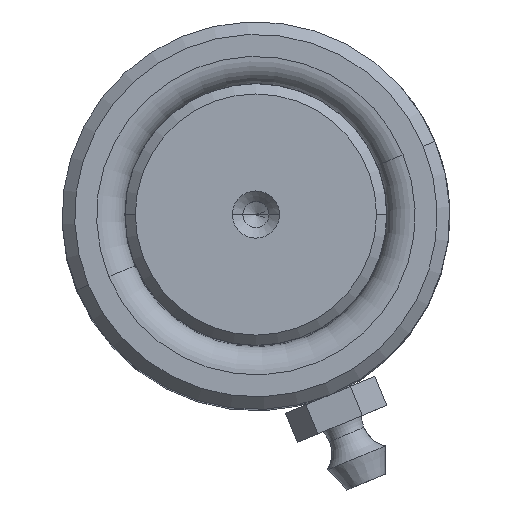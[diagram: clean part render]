
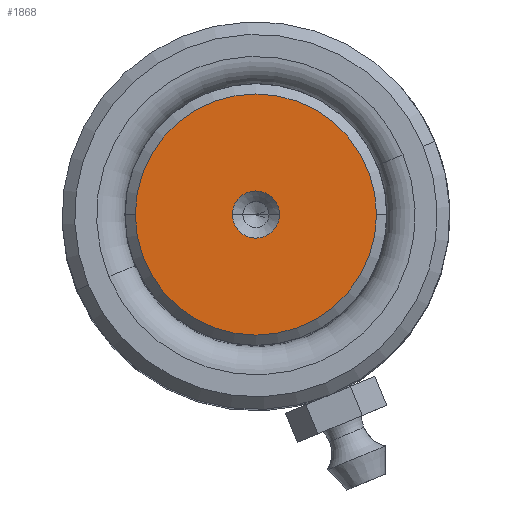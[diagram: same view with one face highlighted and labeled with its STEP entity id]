
A CAD part, top view. The second image highlights one B-rep face of the part: STEP entity #1868.
In plain terms, the highlighted planar face has unit normal (0, 0, 1).
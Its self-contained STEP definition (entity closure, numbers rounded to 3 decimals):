
#182 = AXIS2_PLACEMENT_3D ( 'NONE', #4898, #4424, #2654 ) ;
#581 = ORIENTED_EDGE ( 'NONE', *, *, #1703, .F. ) ;
#597 = AXIS2_PLACEMENT_3D ( 'NONE', #2606, #3212, #2634 ) ;
#617 = DIRECTION ( 'NONE',  ( 0., 0., 1. ) ) ;
#864 = EDGE_CURVE ( 'NONE', #6584, #5744, #6637, .T. ) ;
#1047 = VERTEX_POINT ( 'NONE', #3417 ) ;
#1100 = ORIENTED_EDGE ( 'NONE', *, *, #5751, .T. ) ;
#1652 = EDGE_CURVE ( 'NONE', #3613, #1047, #3514, .T. ) ;
#1679 = AXIS2_PLACEMENT_3D ( 'NONE', #4531, #5167, #5767 ) ;
#1703 = EDGE_CURVE ( 'NONE', #5744, #6584, #6855, .T. ) ;
#1799 = CARTESIAN_POINT ( 'NONE',  ( 0., 0., 140. ) ) ;
#1868 = ADVANCED_FACE ( 'NONE', ( #6221, #5461 ), #2976, .T. ) ;
#1899 = EDGE_LOOP ( 'NONE', ( #5905, #581 ) ) ;
#1991 = DIRECTION ( 'NONE',  ( 1., 0., 0. ) ) ;
#2123 = AXIS2_PLACEMENT_3D ( 'NONE', #1799, #617, #7117 ) ;
#2562 = CARTESIAN_POINT ( 'NONE',  ( -2.25, 0., 140. ) ) ;
#2606 = CARTESIAN_POINT ( 'NONE',  ( 0., 0., 140. ) ) ;
#2634 = DIRECTION ( 'NONE',  ( 1., 0., 0. ) ) ;
#2654 = DIRECTION ( 'NONE',  ( 1., 0., 0. ) ) ;
#2976 = PLANE ( 'NONE',  #2123 ) ;
#3212 = DIRECTION ( 'NONE',  ( 0., 0., 1. ) ) ;
#3417 = CARTESIAN_POINT ( 'NONE',  ( 11.509, 0., 140. ) ) ;
#3488 = ORIENTED_EDGE ( 'NONE', *, *, #1652, .T. ) ;
#3514 = CIRCLE ( 'NONE', #597, 11.509 ) ;
#3613 = VERTEX_POINT ( 'NONE', #4689 ) ;
#3977 = EDGE_LOOP ( 'NONE', ( #3488, #1100 ) ) ;
#4424 = DIRECTION ( 'NONE',  ( 0., 0., 1. ) ) ;
#4531 = CARTESIAN_POINT ( 'NONE',  ( 0., 0., 140. ) ) ;
#4689 = CARTESIAN_POINT ( 'NONE',  ( -11.509, 0., 140. ) ) ;
#4898 = CARTESIAN_POINT ( 'NONE',  ( 0., 0., 140. ) ) ;
#4954 = AXIS2_PLACEMENT_3D ( 'NONE', #5523, #5414, #1991 ) ;
#5167 = DIRECTION ( 'NONE',  ( 0., 0., 1. ) ) ;
#5408 = CARTESIAN_POINT ( 'NONE',  ( 2.25, 0., 140. ) ) ;
#5414 = DIRECTION ( 'NONE',  ( 0., 0., 1. ) ) ;
#5461 = FACE_OUTER_BOUND ( 'NONE', #3977, .T. ) ;
#5466 = CIRCLE ( 'NONE', #4954, 11.509 ) ;
#5523 = CARTESIAN_POINT ( 'NONE',  ( 0., 0., 140. ) ) ;
#5744 = VERTEX_POINT ( 'NONE', #2562 ) ;
#5751 = EDGE_CURVE ( 'NONE', #1047, #3613, #5466, .T. ) ;
#5767 = DIRECTION ( 'NONE',  ( 1., 0., 0. ) ) ;
#5905 = ORIENTED_EDGE ( 'NONE', *, *, #864, .F. ) ;
#6221 = FACE_BOUND ( 'NONE', #1899, .T. ) ;
#6584 = VERTEX_POINT ( 'NONE', #5408 ) ;
#6637 = CIRCLE ( 'NONE', #1679, 2.25 ) ;
#6855 = CIRCLE ( 'NONE', #182, 2.25 ) ;
#7117 = DIRECTION ( 'NONE',  ( 1., 0., 0. ) ) ;
